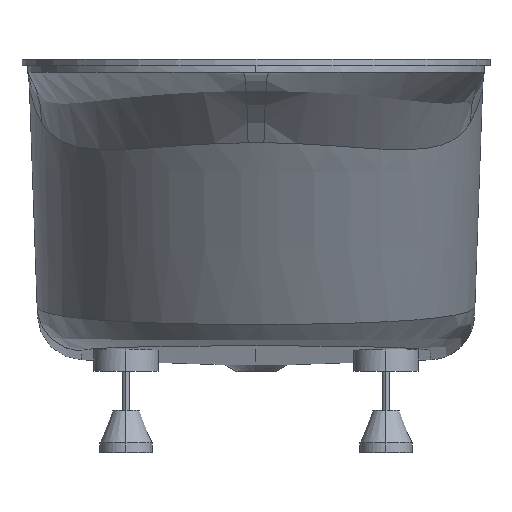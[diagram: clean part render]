
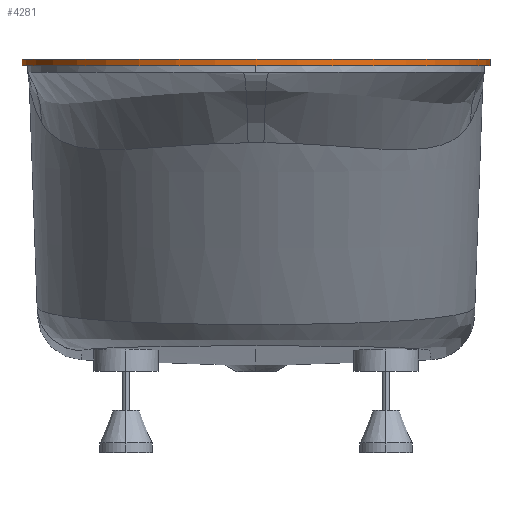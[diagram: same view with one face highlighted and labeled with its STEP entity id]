
A CAD part, left-side view. The second image highlights one B-rep face of the part: STEP entity #4281.
In plain terms, the highlighted cylindrical face has radius 360 mm (diameter 720 mm), a partial arc.
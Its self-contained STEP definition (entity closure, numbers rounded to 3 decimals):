
#871 = LINE ( 'NONE', #10738, #7037 ) ;
#1820 = EDGE_LOOP ( 'NONE', ( #4816, #4369, #12171, #13864 ) ) ;
#2236 = EDGE_CURVE ( 'NONE', #12607, #5209, #12580, .T. ) ;
#2332 = DIRECTION ( 'NONE',  ( 1., 0., 0. ) ) ;
#3163 = DIRECTION ( 'NONE',  ( 0., 0., 1. ) ) ;
#3195 = VERTEX_POINT ( 'NONE', #8762 ) ;
#3203 = CARTESIAN_POINT ( 'NONE',  ( -960., 0., 0. ) ) ;
#3239 = CIRCLE ( 'NONE', #3429, 360. ) ;
#3429 = AXIS2_PLACEMENT_3D ( 'NONE', #13242, #13183, #13085 ) ;
#3668 = VERTEX_POINT ( 'NONE', #6129 ) ;
#4033 = EDGE_CURVE ( 'NONE', #12607, #3195, #3239, .T. ) ;
#4221 = AXIS2_PLACEMENT_3D ( 'NONE', #3203, #3163, #2332 ) ;
#4281 = ADVANCED_FACE ( 'NONE', ( #13735 ), #7732, .T. ) ;
#4369 = ORIENTED_EDGE ( 'NONE', *, *, #2236, .F. ) ;
#4816 = ORIENTED_EDGE ( 'NONE', *, *, #7473, .F. ) ;
#5209 = VERTEX_POINT ( 'NONE', #6690 ) ;
#6129 = CARTESIAN_POINT ( 'NONE',  ( -960., -360., 0. ) ) ;
#6690 = CARTESIAN_POINT ( 'NONE',  ( -960., 360., 0. ) ) ;
#6710 = CIRCLE ( 'NONE', #4221, 360. ) ;
#7037 = VECTOR ( 'NONE', #10623, 1000. ) ;
#7473 = EDGE_CURVE ( 'NONE', #5209, #3668, #6710, .T. ) ;
#7598 = DIRECTION ( 'NONE',  ( 0., 0., 1. ) ) ;
#7732 = CYLINDRICAL_SURFACE ( 'NONE', #7775, 360. ) ;
#7775 = AXIS2_PLACEMENT_3D ( 'NONE', #9034, #9326, #9080 ) ;
#8241 = CARTESIAN_POINT ( 'NONE',  ( -960., 360., -10. ) ) ;
#8298 = CARTESIAN_POINT ( 'NONE',  ( -960., 360., -10. ) ) ;
#8762 = CARTESIAN_POINT ( 'NONE',  ( -960., -360., -10. ) ) ;
#9034 = CARTESIAN_POINT ( 'NONE',  ( -960., 0., -10. ) ) ;
#9080 = DIRECTION ( 'NONE',  ( 1., 0., 0. ) ) ;
#9326 = DIRECTION ( 'NONE',  ( 0., 0., 1. ) ) ;
#10623 = DIRECTION ( 'NONE',  ( 0., 0., 1. ) ) ;
#10738 = CARTESIAN_POINT ( 'NONE',  ( -960., -360., -10. ) ) ;
#12171 = ORIENTED_EDGE ( 'NONE', *, *, #4033, .T. ) ;
#12580 = LINE ( 'NONE', #8298, #13614 ) ;
#12607 = VERTEX_POINT ( 'NONE', #8241 ) ;
#13085 = DIRECTION ( 'NONE',  ( 1., 0., 0. ) ) ;
#13183 = DIRECTION ( 'NONE',  ( 0., 0., 1. ) ) ;
#13242 = CARTESIAN_POINT ( 'NONE',  ( -960., 0., -10. ) ) ;
#13591 = EDGE_CURVE ( 'NONE', #3195, #3668, #871, .T. ) ;
#13614 = VECTOR ( 'NONE', #7598, 1000. ) ;
#13735 = FACE_OUTER_BOUND ( 'NONE', #1820, .T. ) ;
#13864 = ORIENTED_EDGE ( 'NONE', *, *, #13591, .T. ) ;
